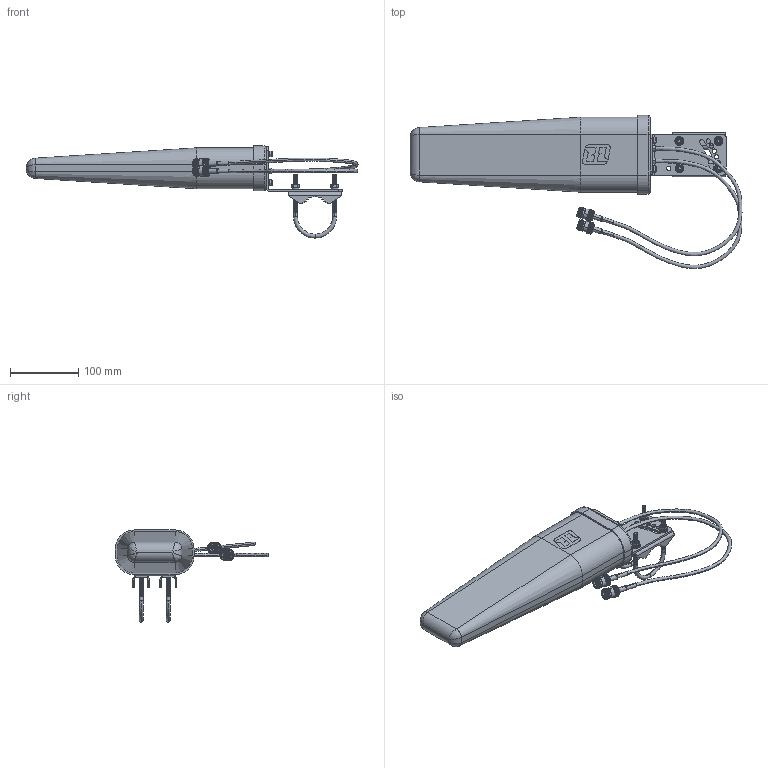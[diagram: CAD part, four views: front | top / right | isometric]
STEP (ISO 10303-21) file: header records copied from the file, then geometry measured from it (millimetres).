
FILE_DESCRIPTION (( 'STEP AP214' ), '1' );
FILE_NAME ('FM51YA1006_3D.step', '2022-12-30T21:44:44', ( '' ), ( '' ), 'SwSTEP 2.0', 'SolidWorks 2022', '' );
FILE_SCHEMA (( 'AUTOMOTIVE_DESIGN' ));
Length unit declared in the file: millimetre
Products named in the file (10): Copy of HG4958DP-17Y_Ant Radome^FM51YA1006; Copy of HG4958DP-17Y_Ant FlatWasher^FM51YA1006; FM51YA1006_3D; Copy of HG4958DP-17Y_Ant LockWasher^FM51YA1006; Copy of HG4958DP-17Y_Ant RadomeCap^FM51YA1006; Copy of HG4958DP-17Y_Ant HexBolt^FM51YA1006; Copy of 195_12inch cable_WT^FM51YA1006; Copy of HG4958DP-17Y_MountBracket^FM51YA1006; Copy of HG4958DP-17Y_Ubolt Bracket^FM51YA1006; Copy of PE44789^FM51YA1006_Heat Shrink
Assembly tree (21 placements, depth 2):
  FM51YA1006_3D
    Copy of HG4958DP-17Y_Ant Radome^FM51YA1006
    Copy of HG4958DP-17Y_Ant RadomeCap^FM51YA1006
    Copy of HG4958DP-17Y_MountBracket^FM51YA1006
    Copy of HG4958DP-17Y_Ant FlatWasher^FM51YA1006  x4
    Copy of HG4958DP-17Y_Ant LockWasher^FM51YA1006  x4
    Copy of HG4958DP-17Y_Ant HexBolt^FM51YA1006  x4
    Copy of 195_12inch cable_WT^FM51YA1006  x2
    Copy of HG4958DP-17Y_Ubolt Bracket^FM51YA1006  x2
    Copy of PE44789^FM51YA1006_Heat Shrink  x2
Bounding box: 487.51 x 225.16 x 135.2 mm (x, y, z)
Volume: 285617.9 mm3; surface area: 270478 mm2
Topology: 23 solids, 23 shells, 2093 faces, 4906 edges, 2894 vertices
Faces by surface type: cone 1070, plane 570, cylinder 363, bspline 62, torus 28
Entity records: 62889 total; most frequent: CARTESIAN_POINT 28059, DIRECTION 5504, ORIENTED_EDGE 5492, EDGE_CURVE 2746, AXIS2_PLACEMENT_3D 2079, VERTEX_POINT 1639, VECTOR 1346, LINE 1346
